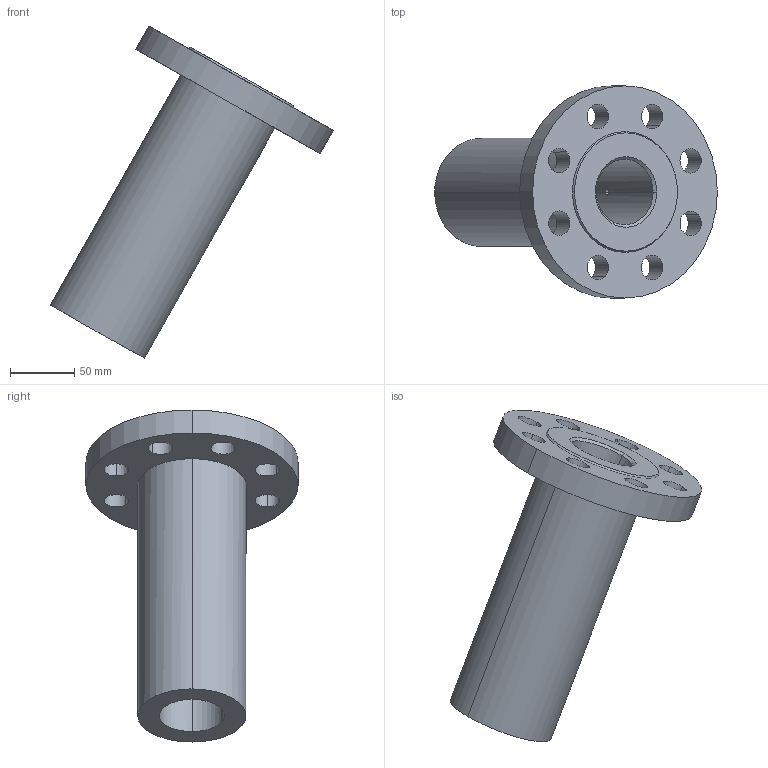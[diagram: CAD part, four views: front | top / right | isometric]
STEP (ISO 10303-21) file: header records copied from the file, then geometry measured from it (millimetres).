
FILE_DESCRIPTION(('CoCreate Modeling STEP Export'),'2;1');
FILE_NAME('s26.stp','2011-05-24T10:56:20',(''),(''),'CoCreate Modeling STEP processor for AP214 (Solid Model)','CoCreate Modeling 18.0P1120 20-Nov-2010 (C) Parametric Technology GmbH','');
FILE_SCHEMA(('AUTOMOTIVE_DESIGN { 1 0 10303 214 1 1 1 1 }'));
Length unit declared in the file: millimetre
Products named in the file (2): A03_NOZZLE_FLANGE-OA43.PRT
Assembly tree (1 placements, depth 2):
  A03_NOZZLE_FLANGE-OA43.PRT
    A03_NOZZLE_FLANGE-OA43.PRT
Bounding box: 219.76 x 165 x 258.11 mm (x, y, z)
Volume: 1081614.5 mm3; surface area: 145682.2 mm2
Topology: 1 solids, 1 shells, 32 faces, 86 edges, 56 vertices
Faces by surface type: cylinder 24, cone 5, plane 3
Entity records: 1347 total; most frequent: CARTESIAN_POINT 276, ORIENTED_EDGE 172, DIRECTION 142, EDGE_CURVE 86, AXIS2_PLACEMENT_3D 57, VERTEX_POINT 56, EDGE_LOOP 52, COLOUR_RGB 33
